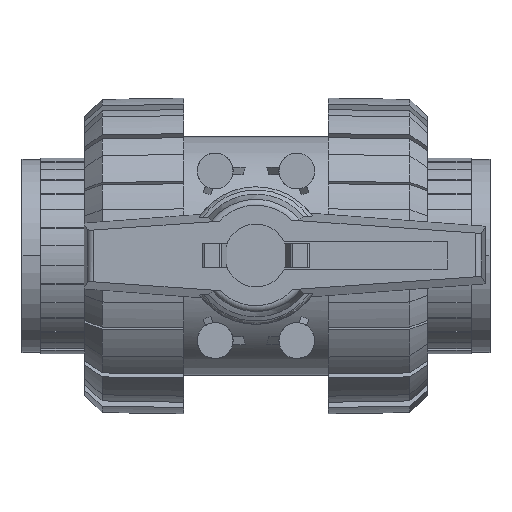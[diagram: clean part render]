
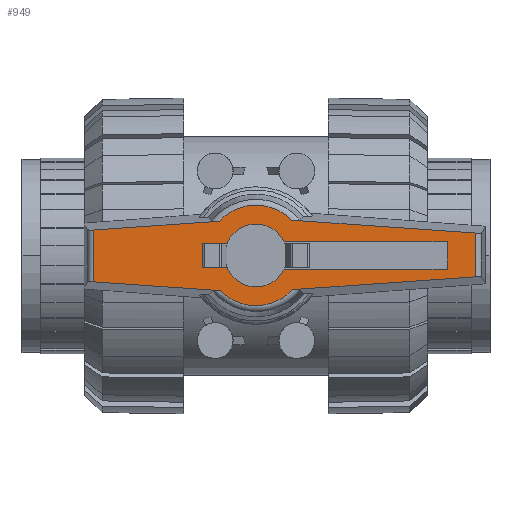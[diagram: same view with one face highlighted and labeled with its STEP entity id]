
A CAD part, top view. The second image highlights one B-rep face of the part: STEP entity #949.
In plain terms, the highlighted planar face has unit normal (0, 0, 1).
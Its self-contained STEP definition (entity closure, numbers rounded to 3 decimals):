
#949=ADVANCED_FACE('',(#2256,#2257,#2258),#2259,.T.);
#2256=FACE_OUTER_BOUND('',#4009,.T.);
#2257=FACE_BOUND('',#4010,.T.);
#2258=FACE_BOUND('',#4011,.T.);
#2259=PLANE('',#4012);
#4009=EDGE_LOOP('',(#6348,#6349,#6350,#6351,#6352,#6353,#6354,#6355));
#4010=EDGE_LOOP('',(#6356,#6357,#6358,#6359));
#4011=EDGE_LOOP('',(#6360,#6361,#6362,#6363));
#4012=AXIS2_PLACEMENT_3D('',#6364,#6365,#6366);
#6348=ORIENTED_EDGE('',*,*,#11159,.T.);
#6349=ORIENTED_EDGE('',*,*,#11357,.T.);
#6350=ORIENTED_EDGE('',*,*,#11291,.T.);
#6351=ORIENTED_EDGE('',*,*,#11298,.F.);
#6352=ORIENTED_EDGE('',*,*,#11193,.T.);
#6353=ORIENTED_EDGE('',*,*,#11332,.T.);
#6354=ORIENTED_EDGE('',*,*,#11272,.T.);
#6355=ORIENTED_EDGE('',*,*,#11279,.T.);
#6356=ORIENTED_EDGE('',*,*,#11248,.T.);
#6357=ORIENTED_EDGE('',*,*,#11232,.T.);
#6358=ORIENTED_EDGE('',*,*,#11225,.T.);
#6359=ORIENTED_EDGE('',*,*,#11240,.T.);
#6360=ORIENTED_EDGE('',*,*,#11200,.T.);
#6361=ORIENTED_EDGE('',*,*,#11215,.T.);
#6362=ORIENTED_EDGE('',*,*,#11223,.T.);
#6363=ORIENTED_EDGE('',*,*,#11207,.T.);
#6364=CARTESIAN_POINT('',(7.994,0.0,160.5));
#6365=DIRECTION('',(0.0,0.0,1.0));
#6366=DIRECTION('',(1.0,0.0,0.0));
#11159=EDGE_CURVE('',#13446,#13444,#13447,.T.);
#11193=EDGE_CURVE('',#13507,#13505,#13508,.T.);
#11200=EDGE_CURVE('',#13519,#13520,#13521,.T.);
#11207=EDGE_CURVE('',#13532,#13519,#13533,.T.);
#11215=EDGE_CURVE('',#13520,#13544,#13545,.T.);
#11223=EDGE_CURVE('',#13544,#13532,#13554,.T.);
#11225=EDGE_CURVE('',#13556,#13557,#13558,.T.);
#11232=EDGE_CURVE('',#13569,#13556,#13570,.T.);
#11240=EDGE_CURVE('',#13557,#13581,#13582,.T.);
#11248=EDGE_CURVE('',#13581,#13569,#13591,.T.);
#11272=EDGE_CURVE('',#13626,#13624,#13627,.T.);
#11279=EDGE_CURVE('',#13624,#13446,#13637,.T.);
#11291=EDGE_CURVE('',#13654,#13652,#13655,.T.);
#11298=EDGE_CURVE('',#13507,#13652,#13665,.T.);
#11332=EDGE_CURVE('',#13505,#13626,#13711,.T.);
#11357=EDGE_CURVE('',#13444,#13654,#13740,.T.);
#13444=VERTEX_POINT('',#16901);
#13446=VERTEX_POINT('',#16928);
#13447=LINE('',#16929,#16930);
#13505=VERTEX_POINT('',#17104);
#13507=VERTEX_POINT('',#17131);
#13508=LINE('',#17132,#17133);
#13519=VERTEX_POINT('',#17147);
#13520=VERTEX_POINT('',#17148);
#13521=LINE('',#17149,#17150);
#13532=VERTEX_POINT('',#17164);
#13533=LINE('',#17165,#17166);
#13544=VERTEX_POINT('',#17181);
#13545=LINE('',#17182,#17183);
#13554=LINE('',#17195,#17196);
#13556=VERTEX_POINT('',#17198);
#13557=VERTEX_POINT('',#17199);
#13558=LINE('',#17200,#17201);
#13569=VERTEX_POINT('',#17215);
#13570=LINE('',#17216,#17217);
#13581=VERTEX_POINT('',#17232);
#13582=LINE('',#17233,#17234);
#13591=LINE('',#17246,#17247);
#13624=VERTEX_POINT('',#17289);
#13626=VERTEX_POINT('',#17291);
#13627=LINE('',#17292,#17293);
#13637=LINE('',#17363,#17364);
#13652=VERTEX_POINT('',#17383);
#13654=VERTEX_POINT('',#17385);
#13655=LINE('',#17386,#17387);
#13665=LINE('',#17457,#17458);
#13711=CIRCLE('',#17579,15.988);
#13740=CIRCLE('',#17667,15.988);
#16901=CARTESIAN_POINT('',(-11.394,-11.216,160.5));
#16928=CARTESIAN_POINT('',(-51.662,-8.4,160.5));
#16929=CARTESIAN_POINT('',(-4.192,-11.72,160.5));
#16930=VECTOR('',#23849,1.0);
#17104=CARTESIAN_POINT('',(11.394,11.216,160.5));
#17131=CARTESIAN_POINT('',(69.912,7.124,160.5));
#17132=CARTESIAN_POINT('',(37.881,9.364,160.5));
#17133=VECTOR('',#23879,1.0);
#17147=CARTESIAN_POINT('',(-8.714,-3.938,160.5));
#17148=CARTESIAN_POINT('',(-16.933,-3.938,160.5));
#17149=CARTESIAN_POINT('',(-2.601,-3.938,160.5));
#17150=VECTOR('',#23889,1.0);
#17164=CARTESIAN_POINT('',(-8.714,3.938,160.5));
#17165=CARTESIAN_POINT('',(-8.714,-1.969,160.5));
#17166=VECTOR('',#23899,1.0);
#17181=CARTESIAN_POINT('',(-16.933,3.938,160.5));
#17182=CARTESIAN_POINT('',(-16.933,5.906,160.5));
#17183=VECTOR('',#23907,1.0);
#17195=CARTESIAN_POINT('',(-2.601,3.938,160.5));
#17196=VECTOR('',#23914,1.0);
#17198=CARTESIAN_POINT('',(8.714,3.938,160.5));
#17199=CARTESIAN_POINT('',(16.933,3.938,160.5));
#17200=CARTESIAN_POINT('',(10.595,3.938,160.5));
#17201=VECTOR('',#23915,1.0);
#17215=CARTESIAN_POINT('',(8.714,-3.938,160.5));
#17216=CARTESIAN_POINT('',(8.714,1.969,160.5));
#17217=VECTOR('',#23925,1.0);
#17232=CARTESIAN_POINT('',(16.933,-3.938,160.5));
#17233=CARTESIAN_POINT('',(16.933,9.844,160.5));
#17234=VECTOR('',#23933,1.0);
#17246=CARTESIAN_POINT('',(10.595,-3.938,160.5));
#17247=VECTOR('',#23940,1.0);
#17289=CARTESIAN_POINT('',(-51.662,8.09,160.5));
#17291=CARTESIAN_POINT('',(-11.712,10.883,160.5));
#17292=CARTESIAN_POINT('',(-3.074,11.487,160.5));
#17293=VECTOR('',#23977,1.0);
#17363=CARTESIAN_POINT('',(-51.662,15.75,160.5));
#17364=VECTOR('',#23979,1.0);
#17383=CARTESIAN_POINT('',(69.912,-6.814,160.5));
#17385=CARTESIAN_POINT('',(11.712,-10.883,160.5));
#17386=CARTESIAN_POINT('',(38.956,-8.978,160.5));
#17387=VECTOR('',#23993,1.0);
#17457=CARTESIAN_POINT('',(69.912,15.75,160.5));
#17458=VECTOR('',#23995,1.0);
#17579=AXIS2_PLACEMENT_3D('',#24033,#24034,#24035);
#17667=AXIS2_PLACEMENT_3D('',#24060,#24061,#24062);
#23849=DIRECTION('',(0.998,-0.07,0.0));
#23879=DIRECTION('',(-0.998,0.07,0.0));
#23889=DIRECTION('',(-1.0,0.0,0.0));
#23899=DIRECTION('',(0.0,-1.0,0.0));
#23907=DIRECTION('',(0.0,1.0,-0.0));
#23914=DIRECTION('',(1.0,0.0,0.0));
#23915=DIRECTION('',(1.0,0.0,-0.0));
#23925=DIRECTION('',(0.0,1.0,-0.0));
#23933=DIRECTION('',(0.0,-1.0,0.0));
#23940=DIRECTION('',(-1.0,0.0,0.0));
#23977=DIRECTION('',(-0.998,-0.07,0.0));
#23979=DIRECTION('',(0.0,-1.0,0.0));
#23993=DIRECTION('',(0.998,0.07,-0.0));
#23995=DIRECTION('',(0.0,-1.0,0.0));
#24033=CARTESIAN_POINT('',(0.0,0.0,160.5));
#24034=DIRECTION('',(0.0,0.0,1.0));
#24035=DIRECTION('',(1.0,0.0,0.0));
#24060=CARTESIAN_POINT('',(0.0,0.0,160.5));
#24061=DIRECTION('',(0.0,0.0,1.0));
#24062=DIRECTION('',(1.0,0.0,0.0));
